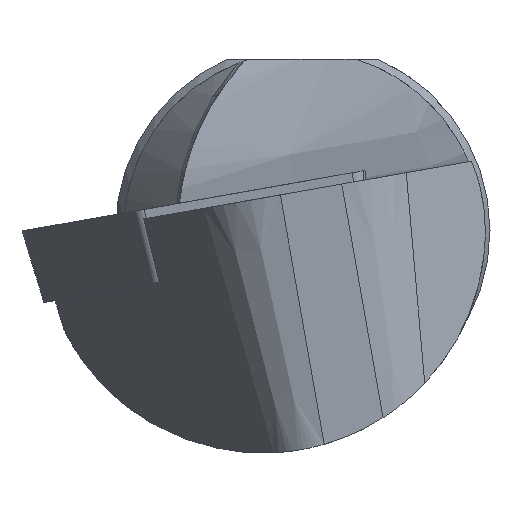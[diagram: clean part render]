
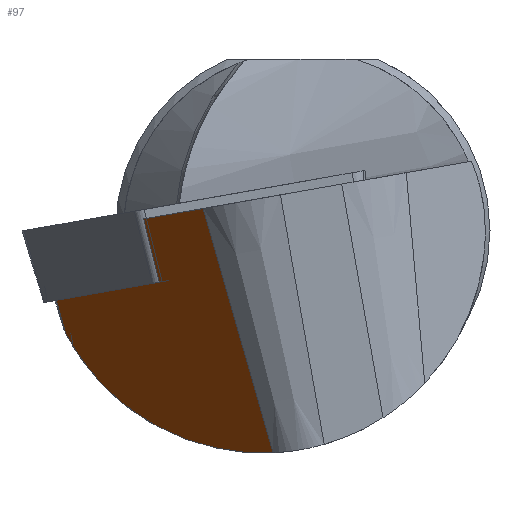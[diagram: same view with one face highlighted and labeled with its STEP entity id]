
A CAD part, left-side view. The second image highlights one B-rep face of the part: STEP entity #97.
In plain terms, the highlighted planar face has unit normal (-0.527, 0.807, -0.266).
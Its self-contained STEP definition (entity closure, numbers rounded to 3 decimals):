
#97=ADVANCED_FACE('',(#155),#137,.T.);
#137=PLANE('',#743);
#155=FACE_OUTER_BOUND('',#194,.T.);
#194=EDGE_LOOP('',(#276,#277,#278,#279,#280,#281));
#235=ELLIPSE('',#742,13.529,7.125);
#245=B_SPLINE_CURVE_WITH_KNOTS('',3,(#996,#997,#998,#999),.UNSPECIFIED.,
 .F.,.F.,(4,4),(0.,1.),.UNSPECIFIED.);
#276=ORIENTED_EDGE('',*,*,#553,.F.);
#277=ORIENTED_EDGE('',*,*,#554,.F.);
#278=ORIENTED_EDGE('',*,*,#555,.F.);
#279=ORIENTED_EDGE('',*,*,#556,.T.);
#280=ORIENTED_EDGE('',*,*,#557,.T.);
#281=ORIENTED_EDGE('',*,*,#558,.T.);
#484=VERTEX_POINT('',#992);
#485=VERTEX_POINT('',#993);
#486=VERTEX_POINT('',#995);
#487=VERTEX_POINT('',#1000);
#488=VERTEX_POINT('',#1002);
#489=VERTEX_POINT('',#1004);
#553=EDGE_CURVE('',#484,#485,#657,.T.);
#554=EDGE_CURVE('',#486,#484,#658,.T.);
#555=EDGE_CURVE('',#487,#486,#245,.T.);
#556=EDGE_CURVE('',#487,#488,#235,.T.);
#557=EDGE_CURVE('',#488,#489,#659,.T.);
#558=EDGE_CURVE('',#489,#485,#660,.T.);
#657=LINE('',#991,#699);
#658=LINE('',#994,#700);
#659=LINE('',#1003,#701);
#660=LINE('',#1005,#702);
#699=VECTOR('',#812,1.);
#700=VECTOR('',#813,1.);
#701=VECTOR('',#816,1.);
#702=VECTOR('',#817,1.);
#742=AXIS2_PLACEMENT_3D('',#1001,#814,#815);
#743=AXIS2_PLACEMENT_3D('',#1006,#818,#819);
#812=DIRECTION('',(-0.118,0.24,0.963));
#813=DIRECTION('',(-0.848,-0.523,0.092));
#814=DIRECTION('',(-0.527,0.807,-0.266));
#815=DIRECTION('',(0.85,0.5,-0.165));
#816=DIRECTION('',(-0.065,0.274,0.96));
#817=DIRECTION('',(0.848,0.523,-0.092));
#818=DIRECTION('',(-0.527,0.807,-0.266));
#819=DIRECTION('',(0.838,0.546,0.));
#991=CARTESIAN_POINT('',(4.294,5.431,1.715));
#992=CARTESIAN_POINT('',(4.707,4.592,-1.649));
#993=CARTESIAN_POINT('',(4.459,5.096,0.374));
#994=CARTESIAN_POINT('',(-10.001,-4.475,-0.051));
#995=CARTESIAN_POINT('',(10.067,7.896,-2.232));
#996=CARTESIAN_POINT('',(10.14,7.594,-3.293));
#997=CARTESIAN_POINT('',(10.116,7.695,-2.94));
#998=CARTESIAN_POINT('',(10.092,7.796,-2.586));
#999=CARTESIAN_POINT('',(10.068,7.897,-2.232));
#1000=CARTESIAN_POINT('',(10.14,7.594,-3.293));
#1001=CARTESIAN_POINT('',(-1.211,1.275,0.));
#1002=CARTESIAN_POINT('',(1.9,0.958,-7.118));
#1003=CARTESIAN_POINT('',(1.353,3.277,0.999));
#1004=CARTESIAN_POINT('',(1.372,3.194,0.709));
#1005=CARTESIAN_POINT('',(-0.973,1.748,0.964));
#1006=CARTESIAN_POINT('',(-10.156,-3.818,2.25));
